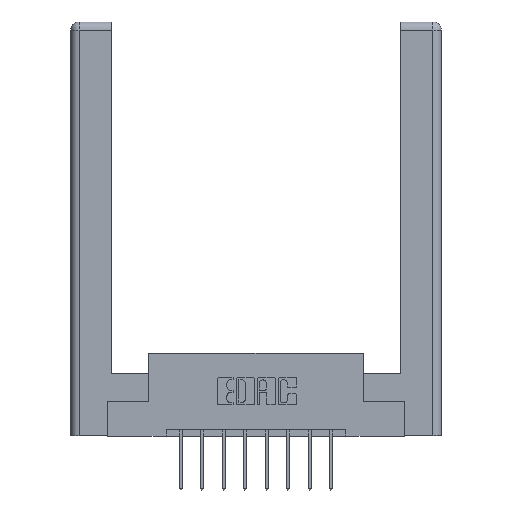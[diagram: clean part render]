
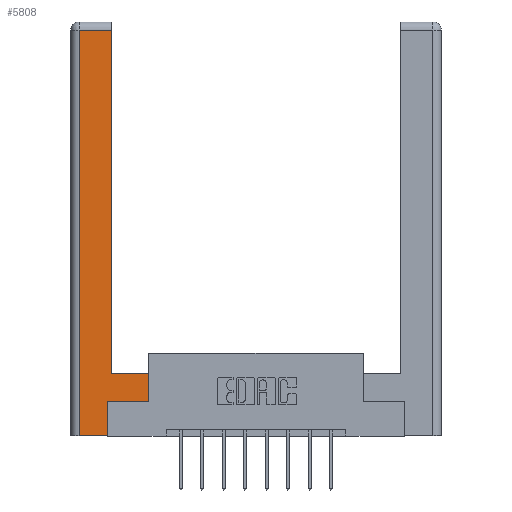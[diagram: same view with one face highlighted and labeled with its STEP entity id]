
A CAD part, top view. The second image highlights one B-rep face of the part: STEP entity #5808.
In plain terms, the highlighted planar face has unit normal (0, 0, 1).
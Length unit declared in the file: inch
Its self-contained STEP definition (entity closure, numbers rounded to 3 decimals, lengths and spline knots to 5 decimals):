
#223 = CARTESIAN_POINT ( 'NONE',  ( 0.565, 0.45, 0. ) ) ;
#250 = VECTOR ( 'NONE', #8970, 39.37008 ) ;
#437 = VECTOR ( 'NONE', #2454, 39.37008 ) ;
#601 = CARTESIAN_POINT ( 'NONE',  ( 0.0615, 0., 0. ) ) ;
#1436 = ORIENTED_EDGE ( 'NONE', *, *, #1468, .T. ) ;
#1468 = EDGE_CURVE ( 'NONE', #7828, #5532, #10249, .T. ) ;
#1861 = LINE ( 'NONE', #2622, #437 ) ;
#2105 = CARTESIAN_POINT ( 'NONE',  ( 0.265, 0., 0. ) ) ;
#2119 = CARTESIAN_POINT ( 'NONE',  ( 0.565, 0.245, 0. ) ) ;
#2259 = CARTESIAN_POINT ( 'NONE',  ( 0.295, 3., 0. ) ) ;
#2390 = DIRECTION ( 'NONE',  ( -1., 0., 0. ) ) ;
#2454 = DIRECTION ( 'NONE',  ( 0., 1., 0. ) ) ;
#2526 = ORIENTED_EDGE ( 'NONE', *, *, #7883, .T. ) ;
#2622 = CARTESIAN_POINT ( 'NONE',  ( 0.265, 0.245, 0. ) ) ;
#2702 = CARTESIAN_POINT ( 'NONE',  ( 0.0615, 0., 0. ) ) ;
#2794 = ORIENTED_EDGE ( 'NONE', *, *, #11507, .T. ) ;
#2864 = VECTOR ( 'NONE', #11526, 39.37008 ) ;
#3142 = PLANE ( 'NONE',  #12527 ) ;
#3185 = CARTESIAN_POINT ( 'NONE',  ( 0., 0., 0. ) ) ;
#3232 = DIRECTION ( 'NONE',  ( 1., 0., 0. ) ) ;
#3575 = EDGE_CURVE ( 'NONE', #12155, #6144, #3641, .T. ) ;
#3641 = LINE ( 'NONE', #4828, #8599 ) ;
#4219 = DIRECTION ( 'NONE',  ( 1., 0., 0. ) ) ;
#4792 = VECTOR ( 'NONE', #2390, 39.37008 ) ;
#4828 = CARTESIAN_POINT ( 'NONE',  ( 0.295, 0.45, 0. ) ) ;
#5103 = LINE ( 'NONE', #6453, #2864 ) ;
#5294 = ORIENTED_EDGE ( 'NONE', *, *, #3575, .T. ) ;
#5334 = FACE_OUTER_BOUND ( 'NONE', #7346, .T. ) ;
#5532 = VERTEX_POINT ( 'NONE', #10154 ) ;
#5666 = EDGE_CURVE ( 'NONE', #5532, #9290, #12908, .T. ) ;
#5808 = ADVANCED_FACE ( 'NONE', ( #5334 ), #3142, .F. ) ;
#5813 = ORIENTED_EDGE ( 'NONE', *, *, #7728, .T. ) ;
#5816 = EDGE_CURVE ( 'NONE', #5881, #6857, #7071, .T. ) ;
#5881 = VERTEX_POINT ( 'NONE', #6245 ) ;
#6105 = CARTESIAN_POINT ( 'NONE',  ( 0.265, 0., 0. ) ) ;
#6144 = VERTEX_POINT ( 'NONE', #6734 ) ;
#6197 = DIRECTION ( 'NONE',  ( -1., 0., 0. ) ) ;
#6245 = CARTESIAN_POINT ( 'NONE',  ( 0.265, 0.245, 0. ) ) ;
#6453 = CARTESIAN_POINT ( 'NONE',  ( 0.565, 0.45, 0. ) ) ;
#6491 = LINE ( 'NONE', #2259, #6803 ) ;
#6569 = CARTESIAN_POINT ( 'NONE',  ( 0.0615, 2.94, 0. ) ) ;
#6734 = CARTESIAN_POINT ( 'NONE',  ( 0.295, 0.45, 0. ) ) ;
#6803 = VECTOR ( 'NONE', #10548, 39.37008 ) ;
#6857 = VERTEX_POINT ( 'NONE', #12038 ) ;
#7071 = LINE ( 'NONE', #2119, #7399 ) ;
#7346 = EDGE_LOOP ( 'NONE', ( #10504, #1436, #11423, #2526, #5813, #11562, #2794, #5294 ) ) ;
#7399 = VECTOR ( 'NONE', #3232, 39.37008 ) ;
#7536 = EDGE_CURVE ( 'NONE', #6144, #7828, #6491, .T. ) ;
#7728 = EDGE_CURVE ( 'NONE', #8909, #5881, #1861, .T. ) ;
#7828 = VERTEX_POINT ( 'NONE', #13091 ) ;
#7883 = EDGE_CURVE ( 'NONE', #9290, #8909, #10181, .T. ) ;
#8599 = VECTOR ( 'NONE', #9850, 39.37008 ) ;
#8883 = VECTOR ( 'NONE', #4219, 39.37008 ) ;
#8909 = VERTEX_POINT ( 'NONE', #6105 ) ;
#8970 = DIRECTION ( 'NONE',  ( 0., -1., 0. ) ) ;
#9290 = VERTEX_POINT ( 'NONE', #2702 ) ;
#9850 = DIRECTION ( 'NONE',  ( -1., 0., 0. ) ) ;
#10154 = CARTESIAN_POINT ( 'NONE',  ( 0.0615, 2.94, 0. ) ) ;
#10181 = LINE ( 'NONE', #2105, #8883 ) ;
#10249 = LINE ( 'NONE', #6569, #4792 ) ;
#10504 = ORIENTED_EDGE ( 'NONE', *, *, #7536, .T. ) ;
#10548 = DIRECTION ( 'NONE',  ( 0., 1., 0. ) ) ;
#11423 = ORIENTED_EDGE ( 'NONE', *, *, #5666, .T. ) ;
#11507 = EDGE_CURVE ( 'NONE', #6857, #12155, #5103, .T. ) ;
#11526 = DIRECTION ( 'NONE',  ( 0., 1., 0. ) ) ;
#11562 = ORIENTED_EDGE ( 'NONE', *, *, #5816, .T. ) ;
#12038 = CARTESIAN_POINT ( 'NONE',  ( 0.565, 0.245, 0. ) ) ;
#12155 = VERTEX_POINT ( 'NONE', #223 ) ;
#12305 = DIRECTION ( 'NONE',  ( 0., 0., -1. ) ) ;
#12527 = AXIS2_PLACEMENT_3D ( 'NONE', #3185, #12305, #6197 ) ;
#12908 = LINE ( 'NONE', #601, #250 ) ;
#13091 = CARTESIAN_POINT ( 'NONE',  ( 0.295, 2.94, 0. ) ) ;
